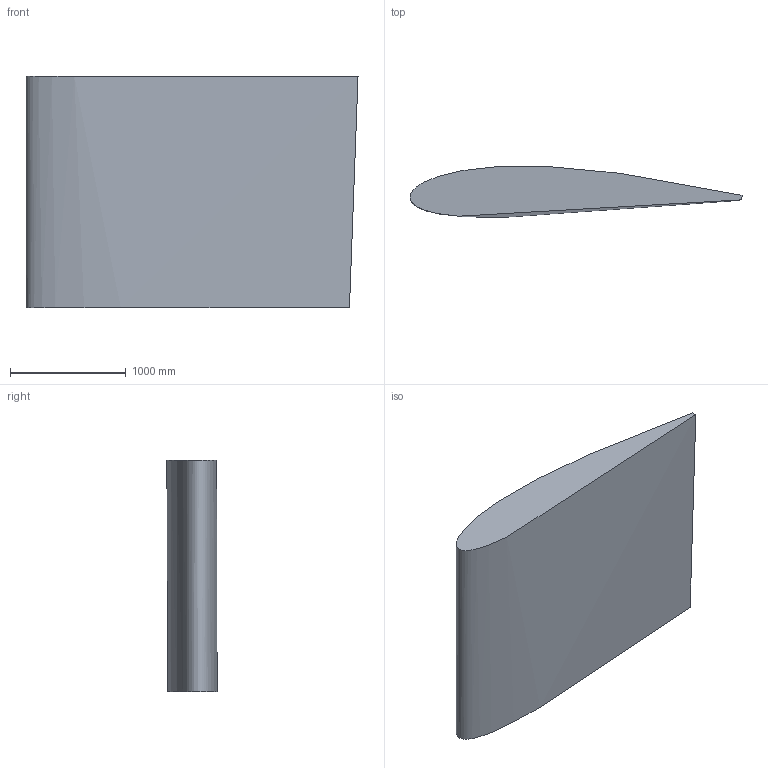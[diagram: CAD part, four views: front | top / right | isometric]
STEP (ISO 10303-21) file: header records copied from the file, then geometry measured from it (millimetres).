
FILE_DESCRIPTION (( 'STEP AP214' ), '1' );
FILE_NAME ('2415_blade41m_piece.STEP', '2020-08-04T03:06:06', ( '' ), ( '' ), 'SwSTEP 2.0', 'SolidWorks 2019', '' );
FILE_SCHEMA (( 'AUTOMOTIVE_DESIGN' ));
Length unit declared in the file: metre
Products named in the file (2): 2415_blade41m_piece
Bounding box: 2873.96 x 434.85 x 2000 mm (x, y, z)
Volume: 1733349052.3 mm3; surface area: 13470075.5 mm2
Topology: 1 solids, 1 shells, 4 faces, 8 edges, 6 vertices
Faces by surface type: plane 3, bspline 1
Entity records: 497 total; most frequent: CARTESIAN_POINT 379, ORIENTED_EDGE 12, DIRECTION 12, EDGE_CURVE 6, B_SPLINE_CURVE_WITH_KNOTS 6, AXIS2_PLACEMENT_3D 5, APPLICATION_CONTEXT 4, FACE_OUTER_BOUND 4
